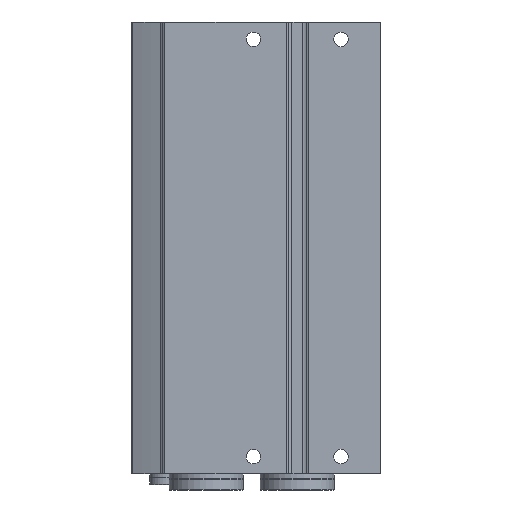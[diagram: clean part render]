
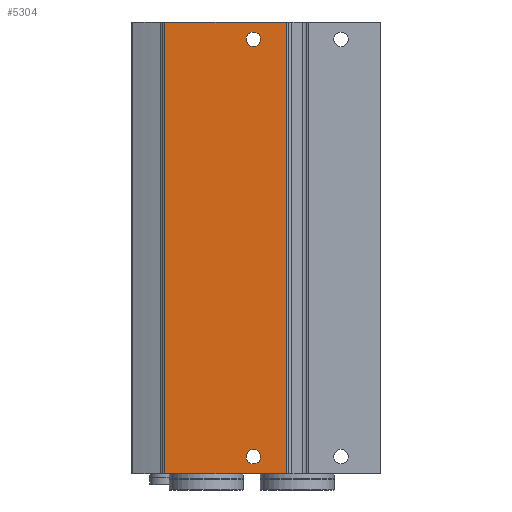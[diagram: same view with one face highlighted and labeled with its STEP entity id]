
A CAD part, front view. The second image highlights one B-rep face of the part: STEP entity #5304.
In plain terms, the highlighted planar face has unit normal (0, -1, 0).
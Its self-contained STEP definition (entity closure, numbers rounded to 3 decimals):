
#213=PLANE('',#5745);
#394=CIRCLE('',#5746,3.15);
#395=CIRCLE('',#5747,3.15);
#771=ORIENTED_EDGE('',*,*,#2147,.F.);
#772=ORIENTED_EDGE('',*,*,#2148,.F.);
#773=ORIENTED_EDGE('',*,*,#2149,.F.);
#774=ORIENTED_EDGE('',*,*,#2146,.F.);
#775=ORIENTED_EDGE('',*,*,#2150,.T.);
#776=ORIENTED_EDGE('',*,*,#2151,.T.);
#2146=EDGE_CURVE('',#2831,#2830,#3337,.T.);
#2147=EDGE_CURVE('',#2832,#2832,#394,.T.);
#2148=EDGE_CURVE('',#2833,#2833,#395,.T.);
#2149=EDGE_CURVE('',#2830,#2834,#3338,.T.);
#2150=EDGE_CURVE('',#2831,#2835,#3339,.T.);
#2151=EDGE_CURVE('',#2835,#2834,#3340,.T.);
#2830=VERTEX_POINT('',#8441);
#2831=VERTEX_POINT('',#8443);
#2832=VERTEX_POINT('',#8447);
#2833=VERTEX_POINT('',#8449);
#2834=VERTEX_POINT('',#8451);
#2835=VERTEX_POINT('',#8453);
#3337=LINE('',#8444,#3694);
#3338=LINE('',#8450,#3695);
#3339=LINE('',#8452,#3696);
#3340=LINE('',#8454,#3697);
#3694=VECTOR('',#6471,1000.);
#3695=VECTOR('',#6478,1000.);
#3696=VECTOR('',#6479,1000.);
#3697=VECTOR('',#6480,1000.);
#4058=EDGE_LOOP('',(#771));
#4059=EDGE_LOOP('',(#772));
#4060=EDGE_LOOP('',(#773,#774,#775,#776));
#4625=FACE_BOUND('',#4058,.T.);
#4626=FACE_BOUND('',#4059,.T.);
#4627=FACE_BOUND('',#4060,.T.);
#5304=ADVANCED_FACE('',(#4625,#4626,#4627),#213,.T.);
#5745=AXIS2_PLACEMENT_3D('',#8445,#6472,#6473);
#5746=AXIS2_PLACEMENT_3D('',#8446,#6474,#6475);
#5747=AXIS2_PLACEMENT_3D('',#8448,#6476,#6477);
#6471=DIRECTION('',(0.,0.,1.));
#6472=DIRECTION('',(0.,-1.,0.));
#6473=DIRECTION('',(0.,0.,-1.));
#6474=DIRECTION('',(0.,-1.,0.));
#6475=DIRECTION('',(0.,0.,-1.));
#6476=DIRECTION('',(0.,-1.,0.));
#6477=DIRECTION('',(0.,0.,-1.));
#6478=DIRECTION('',(1.,0.,0.));
#6479=DIRECTION('',(1.,0.,0.));
#6480=DIRECTION('',(0.,0.,1.));
#8441=CARTESIAN_POINT('',(-57.5,0.,0.));
#8443=CARTESIAN_POINT('',(-57.5,0.,-196.));
#8444=CARTESIAN_POINT('',(-57.5,0.,-196.));
#8445=CARTESIAN_POINT('',(-57.5,0.,-196.));
#8446=CARTESIAN_POINT('',(-19.,0.,-188.5));
#8447=CARTESIAN_POINT('',(-19.,0.,-191.65));
#8448=CARTESIAN_POINT('',(-19.,0.,-7.5));
#8449=CARTESIAN_POINT('',(-19.,0.,-10.65));
#8450=CARTESIAN_POINT('',(-57.5,0.,0.));
#8451=CARTESIAN_POINT('',(-4.7,0.,0.));
#8452=CARTESIAN_POINT('',(-57.5,0.,-196.));
#8453=CARTESIAN_POINT('',(-4.7,0.,-196.));
#8454=CARTESIAN_POINT('',(-4.7,0.,-196.));
